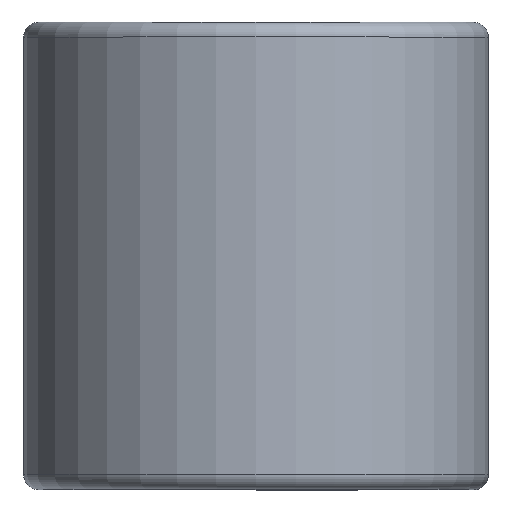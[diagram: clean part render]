
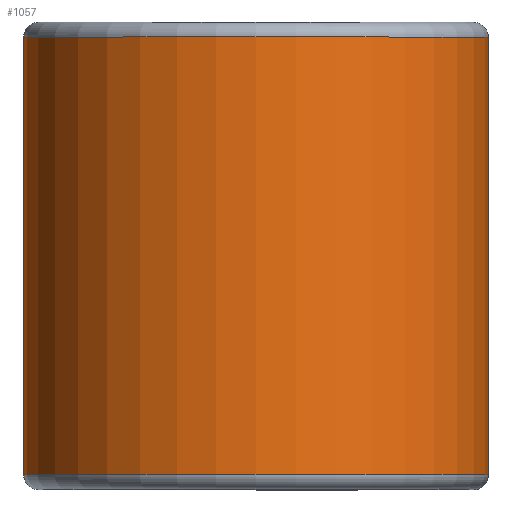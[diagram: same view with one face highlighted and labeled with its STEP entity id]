
A CAD part, top view. The second image highlights one B-rep face of the part: STEP entity #1057.
In plain terms, the highlighted cylindrical face has radius 11.836 mm (diameter 23.673 mm), a partial arc.
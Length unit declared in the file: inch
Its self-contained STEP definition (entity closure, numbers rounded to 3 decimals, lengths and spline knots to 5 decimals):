
#7 = DIRECTION ( 'NONE',  ( 0., 0., -1. ) ) ;
#45 = DIRECTION ( 'NONE',  ( 0., 1., 0. ) ) ;
#48 = CARTESIAN_POINT ( 'NONE',  ( 0., -0.43875, -0.466 ) ) ;
#95 = VERTEX_POINT ( 'NONE', #1292 ) ;
#273 = DIRECTION ( 'NONE',  ( 0., 1., 0. ) ) ;
#282 = DIRECTION ( 'NONE',  ( 0., 0., -1. ) ) ;
#402 = CYLINDRICAL_SURFACE ( 'NONE', #698, 0.466 ) ;
#462 = CARTESIAN_POINT ( 'NONE',  ( 0., 0.43875, -0.466 ) ) ;
#570 = VERTEX_POINT ( 'NONE', #1836 ) ;
#679 = DIRECTION ( 'NONE',  ( 0., -1., 0. ) ) ;
#698 = AXIS2_PLACEMENT_3D ( 'NONE', #1400, #679, #282 ) ;
#706 = FACE_OUTER_BOUND ( 'NONE', #1432, .T. ) ;
#710 = AXIS2_PLACEMENT_3D ( 'NONE', #1025, #2269, #1201 ) ;
#836 = ORIENTED_EDGE ( 'NONE', *, *, #842, .T. ) ;
#842 = EDGE_CURVE ( 'NONE', #1135, #95, #2332, .T. ) ;
#872 = CIRCLE ( 'NONE', #710, 0.466 ) ;
#948 = EDGE_CURVE ( 'NONE', #1135, #2021, #872, .T. ) ;
#1025 = CARTESIAN_POINT ( 'NONE',  ( 0., -0.43875, 0. ) ) ;
#1056 = EDGE_CURVE ( 'NONE', #2021, #570, #2004, .T. ) ;
#1057 = ADVANCED_FACE ( 'NONE', ( #706 ), #402, .T. ) ;
#1122 = VECTOR ( 'NONE', #273, 39.37008 ) ;
#1134 = DIRECTION ( 'NONE',  ( 0., -1., 0. ) ) ;
#1135 = VERTEX_POINT ( 'NONE', #1566 ) ;
#1201 = DIRECTION ( 'NONE',  ( 0., 0., -1. ) ) ;
#1257 = CIRCLE ( 'NONE', #2196, 0.466 ) ;
#1292 = CARTESIAN_POINT ( 'NONE',  ( 0.466, 0.43875, 0. ) ) ;
#1381 = ORIENTED_EDGE ( 'NONE', *, *, #948, .F. ) ;
#1400 = CARTESIAN_POINT ( 'NONE',  ( 0., 0.4375, 0. ) ) ;
#1432 = EDGE_LOOP ( 'NONE', ( #836, #1800, #1835, #1381 ) ) ;
#1441 = VECTOR ( 'NONE', #45, 39.37008 ) ;
#1566 = CARTESIAN_POINT ( 'NONE',  ( 0.466, -0.43875, 0. ) ) ;
#1800 = ORIENTED_EDGE ( 'NONE', *, *, #2262, .T. ) ;
#1835 = ORIENTED_EDGE ( 'NONE', *, *, #1056, .F. ) ;
#1836 = CARTESIAN_POINT ( 'NONE',  ( 0., 0.43875, -0.466 ) ) ;
#1875 = CARTESIAN_POINT ( 'NONE',  ( 0.466, 0.43875, 0. ) ) ;
#2004 = LINE ( 'NONE', #462, #1122 ) ;
#2021 = VERTEX_POINT ( 'NONE', #48 ) ;
#2196 = AXIS2_PLACEMENT_3D ( 'NONE', #2197, #1134, #7 ) ;
#2197 = CARTESIAN_POINT ( 'NONE',  ( 0., 0.43875, 0. ) ) ;
#2262 = EDGE_CURVE ( 'NONE', #95, #570, #1257, .T. ) ;
#2269 = DIRECTION ( 'NONE',  ( 0., -1., 0. ) ) ;
#2332 = LINE ( 'NONE', #1875, #1441 ) ;
